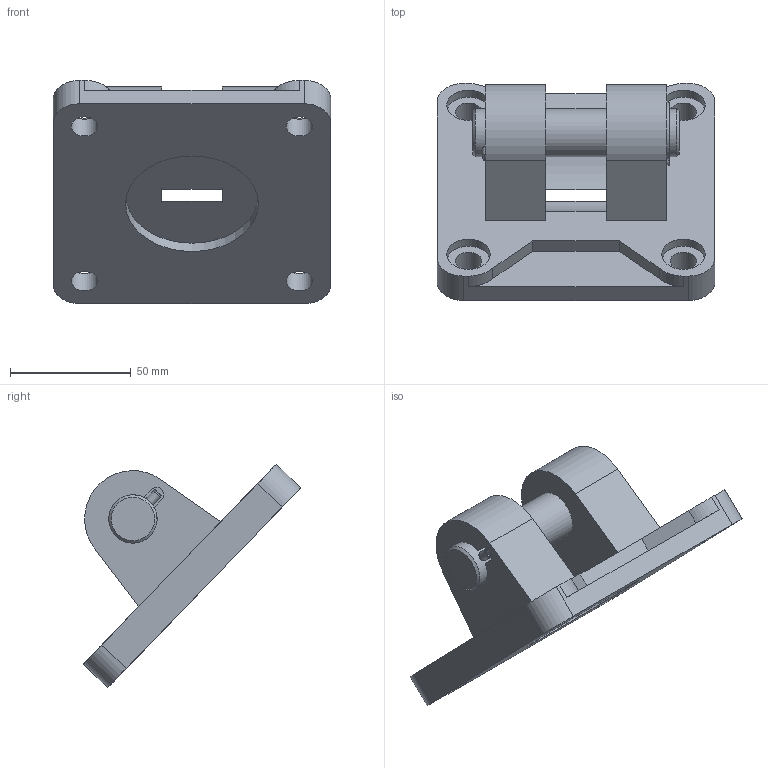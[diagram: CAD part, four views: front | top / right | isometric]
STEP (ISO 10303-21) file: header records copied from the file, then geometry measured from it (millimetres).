
FILE_DESCRIPTION(/* description */ (''),/* implementation_level */ '2;1');
FILE_NAME(/* name */ 'CAD_9198.stp',/* time_stamp */ '2017-10-27T12:56:26+02:00',/* author */ ('Hypex'),/* organization */ ('Hypex'),/* preprocessor_version */ 'ST-DEVELOPER v16.1',/* originating_system */ 'Autodesk Inventor 2016',/* authorisation */ '');
FILE_SCHEMA (('AUTOMOTIVE_DESIGN { 1 0 10303 214 3 1 1 }'));
Length unit declared in the file: millimetre
Products named in the file (1): CAD_9198
Bounding box: 115 x 89.96 x 92.44 mm (x, y, z)
Volume: 246339 mm3; surface area: 47916 mm2
Topology: 1 solids, 1 shells, 86 faces, 222 edges, 146 vertices
Faces by surface type: plane 43, cylinder 39, cone 4
Full cylindrical faces by diameter (mm): 2 x2, 4 x1, 11 x4, 18 x4, 20 x3, 55 x1
Entity records: 2609 total; most frequent: CARTESIAN_POINT 472, DIRECTION 454, ORIENTED_EDGE 402, EDGE_CURVE 201, AXIS2_PLACEMENT_3D 170, VERTEX_POINT 143, EDGE_LOOP 126, LINE 114
